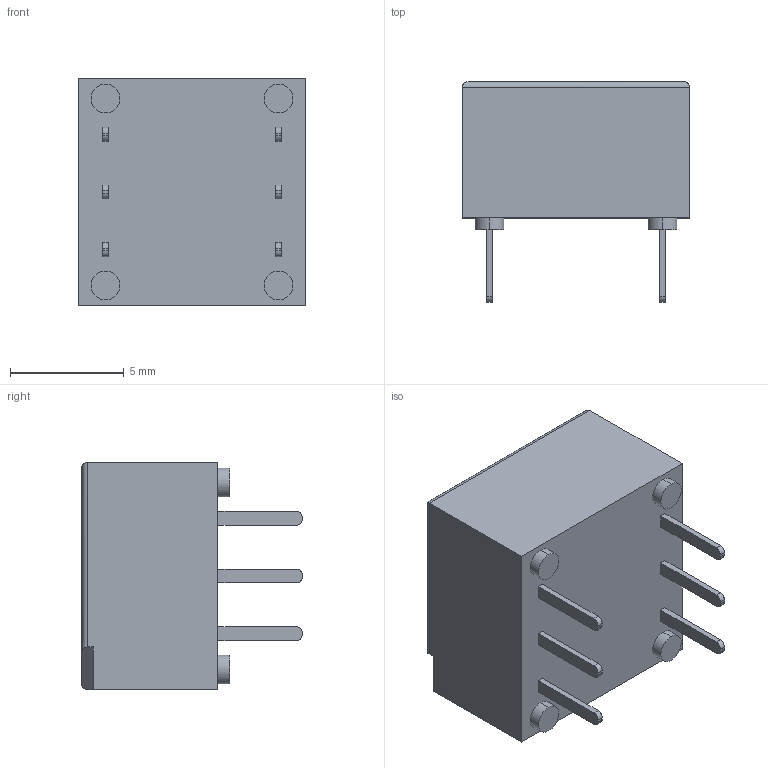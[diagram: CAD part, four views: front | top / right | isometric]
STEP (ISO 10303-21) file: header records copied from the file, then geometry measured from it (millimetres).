
FILE_DESCRIPTION (( 'STEP AP214' ), '1' );
FILE_NAME ('DRD-16.STEP', '2021-10-16T09:56:17', ( '砐錪賧瘔蠈錪 Windows' ), ( '' ), 'SwSTEP 2.0', 'SolidWorks 2018', '' );
FILE_SCHEMA (( 'AUTOMOTIVE_DESIGN' ));
Length unit declared in the file: inch
Products named in the file (1): DRD-16
Bounding box: 10.01 x 9.7 x 10.01 mm (x, y, z)
Volume: 596.4 mm3; surface area: 568.5 mm2
Topology: 1 solids, 1 shells, 317 faces, 807 edges, 531 vertices
Faces by surface type: plane 174, bspline 97, cylinder 42, torus 4
Entity records: 19120 total; most frequent: CARTESIAN_POINT 7962, ORIENTED_EDGE 1614, DIRECTION 1092, EDGE_CURVE 807, LINE 538, VECTOR 538, VERTEX_POINT 531, EDGE_LOOP 356
